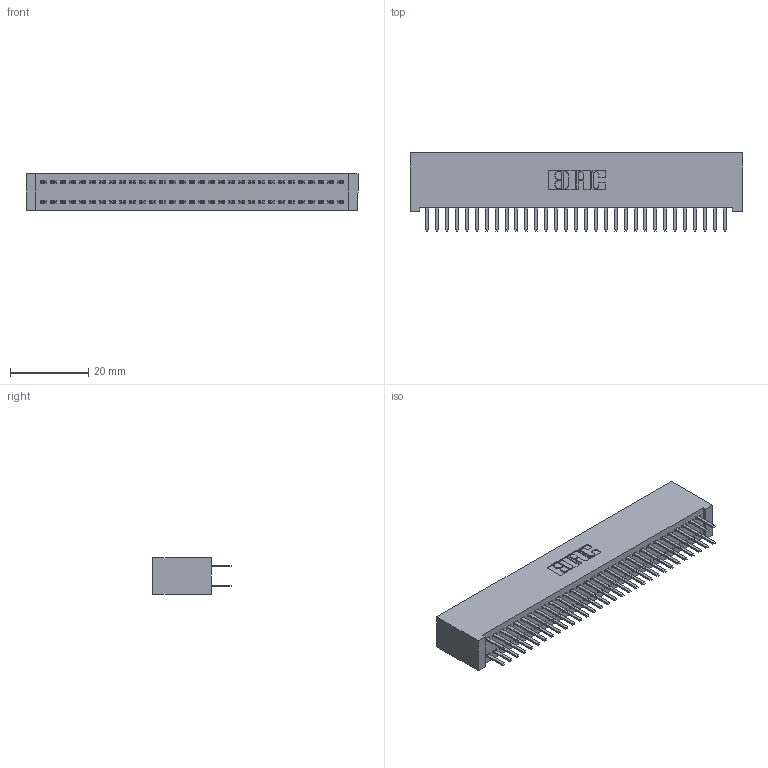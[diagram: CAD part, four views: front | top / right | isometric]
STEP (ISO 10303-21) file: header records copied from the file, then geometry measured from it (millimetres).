
FILE_DESCRIPTION (( 'STEP AP203' ), '1' );
FILE_NAME ('392-062-520-201.STEP', '2019-10-08T17:42:28', ( '' ), ( '' ), 'SwSTEP 2.0', 'SolidWorks 2016', '' );
FILE_SCHEMA (( 'CONFIG_CONTROL_DESIGN' ));
Length unit declared in the file: inch
Products named in the file (3): 392-062-520-201; 342 Part_Lugless; 345-292-001_345-293-120
Assembly tree (63 placements, depth 2):
  392-062-520-201
    342 Part_Lugless
    345-292-001_345-293-120  x62
Bounding box: 84.99 x 20.02 x 9.4 mm (x, y, z)
Volume: 7996.4 mm3; surface area: 13127 mm2
Topology: 63 solids, 63 shells, 3574 faces, 10381 edges, 6754 vertices
Faces by surface type: plane 2418, cylinder 1156
Entity records: 21071 total; most frequent: CARTESIAN_POINT 3514, ORIENTED_EDGE 3438, DIRECTION 3003, EDGE_CURVE 1719, VECTOR 1595, LINE 1595, VERTEX_POINT 1142, AXIS2_PLACEMENT_3D 704
